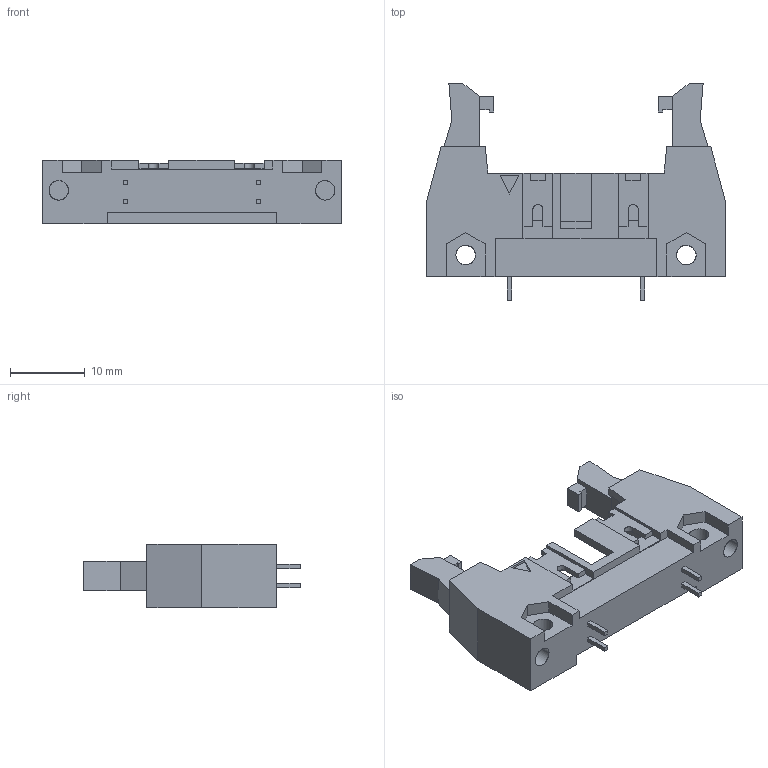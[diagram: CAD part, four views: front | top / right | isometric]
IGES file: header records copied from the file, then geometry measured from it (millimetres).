
Global section: file name: 0918_SEK_male_header_straight_16-pin_w_long_lever_2_9_PCB.igs; preprocessor: I-DEAS 3D IGES Translator 10; date: 20050812.161646; units: millimetre
Bounding box: 39.9 x 28.95 x 8.5 mm (x, y, z)
Surface area: 3185.6 mm2 (no closed solid volume)
Topology: 0 solids, 0 shells, 154 faces, 854 edges, 854 vertices
Faces by surface type: bspline 154
